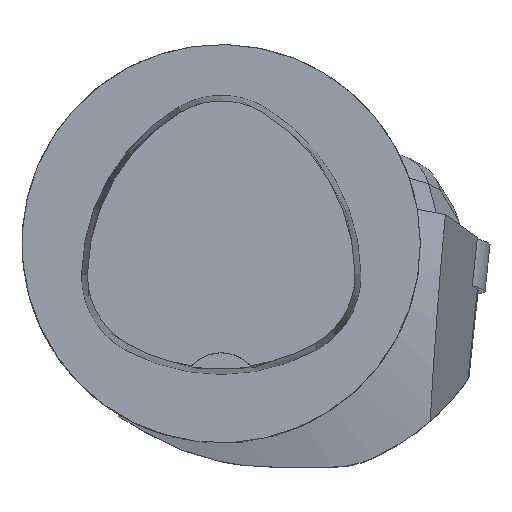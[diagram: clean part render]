
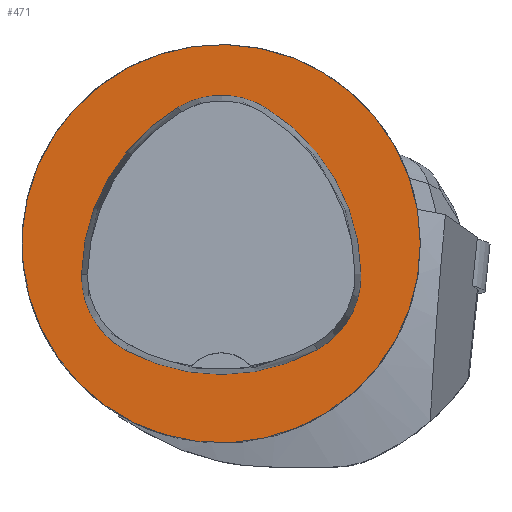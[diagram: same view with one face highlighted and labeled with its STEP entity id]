
A CAD part, top view. The second image highlights one B-rep face of the part: STEP entity #471.
In plain terms, the highlighted planar face has unit normal (0, 0, 1).
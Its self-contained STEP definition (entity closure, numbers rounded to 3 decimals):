
#471=ADVANCED_FACE('',(#595,#596),#539,.T.);
#539=PLANE('',#1637);
#595=FACE_BOUND('',#636,.T.);
#596=FACE_BOUND('',#637,.T.);
#636=EDGE_LOOP('',(#827,#828,#829,#830,#831,#832));
#637=EDGE_LOOP('',(#833));
#827=ORIENTED_EDGE('',*,*,#1338,.F.);
#828=ORIENTED_EDGE('',*,*,#1333,.F.);
#829=ORIENTED_EDGE('',*,*,#1328,.F.);
#830=ORIENTED_EDGE('',*,*,#1325,.F.);
#831=ORIENTED_EDGE('',*,*,#1322,.F.);
#832=ORIENTED_EDGE('',*,*,#1318,.F.);
#833=ORIENTED_EDGE('',*,*,#1294,.T.);
#1150=VERTEX_POINT('',#2363);
#1172=VERTEX_POINT('',#2432);
#1173=VERTEX_POINT('',#2433);
#1176=VERTEX_POINT('',#2441);
#1178=VERTEX_POINT('',#2447);
#1180=VERTEX_POINT('',#2453);
#1184=VERTEX_POINT('',#2466);
#1294=EDGE_CURVE('',#1150,#1150,#1458,.T.);
#1318=EDGE_CURVE('',#1172,#1173,#1459,.T.);
#1322=EDGE_CURVE('',#1173,#1176,#1461,.T.);
#1325=EDGE_CURVE('',#1176,#1178,#1463,.T.);
#1328=EDGE_CURVE('',#1178,#1180,#1465,.T.);
#1333=EDGE_CURVE('',#1180,#1184,#1468,.T.);
#1338=EDGE_CURVE('',#1184,#1172,#1471,.T.);
#1458=CIRCLE('',#1604,20.);
#1459=CIRCLE('',#1615,20.);
#1461=CIRCLE('',#1618,8.5);
#1463=CIRCLE('',#1621,20.);
#1465=CIRCLE('',#1624,8.5);
#1468=CIRCLE('',#1628,20.);
#1471=CIRCLE('',#1632,8.5);
#1604=AXIS2_PLACEMENT_3D('',#2362,#1827,#1828);
#1615=AXIS2_PLACEMENT_3D('',#2431,#1857,#1858);
#1618=AXIS2_PLACEMENT_3D('',#2440,#1865,#1866);
#1621=AXIS2_PLACEMENT_3D('',#2446,#1872,#1873);
#1624=AXIS2_PLACEMENT_3D('',#2452,#1879,#1880);
#1628=AXIS2_PLACEMENT_3D('',#2465,#1888,#1889);
#1632=AXIS2_PLACEMENT_3D('',#2478,#1897,#1898);
#1637=AXIS2_PLACEMENT_3D('',#2483,#1907,#1908);
#1827=DIRECTION('',(0.,0.,1.));
#1828=DIRECTION('',(1.,0.,0.));
#1857=DIRECTION('',(0.,0.,1.));
#1858=DIRECTION('',(1.,0.,0.));
#1865=DIRECTION('',(0.,0.,1.));
#1866=DIRECTION('',(1.,0.,0.));
#1872=DIRECTION('',(0.,0.,1.));
#1873=DIRECTION('',(1.,0.,0.));
#1879=DIRECTION('',(0.,0.,1.));
#1880=DIRECTION('',(1.,0.,0.));
#1888=DIRECTION('',(0.,0.,1.));
#1889=DIRECTION('',(1.,0.,0.));
#1897=DIRECTION('',(0.,0.,1.));
#1898=DIRECTION('',(1.,0.,0.));
#1907=DIRECTION('',(0.,0.,1.));
#1908=DIRECTION('',(-1.,0.,0.));
#2362=CARTESIAN_POINT('',(0.,0.,0.));
#2363=CARTESIAN_POINT('',(20.,0.,0.));
#2431=CARTESIAN_POINT('',(-5.955,-3.414,0.));
#2432=CARTESIAN_POINT('',(14.041,-3.042,0.));
#2433=CARTESIAN_POINT('',(4.472,13.653,0.));
#2440=CARTESIAN_POINT('',(0.04,6.4,0.));
#2441=CARTESIAN_POINT('',(-4.347,13.68,0.));
#2446=CARTESIAN_POINT('',(5.976,-3.45,0.));
#2447=CARTESIAN_POINT('',(-14.021,-3.075,0.));
#2452=CARTESIAN_POINT('',(-5.522,-3.235,0.));
#2453=CARTESIAN_POINT('',(-9.588,-10.699,0.));
#2465=CARTESIAN_POINT('',(-0.022,6.864,0.));
#2466=CARTESIAN_POINT('',(9.655,-10.639,0.));
#2478=CARTESIAN_POINT('',(5.543,-3.2,0.));
#2483=CARTESIAN_POINT('',(0.,0.,0.));
